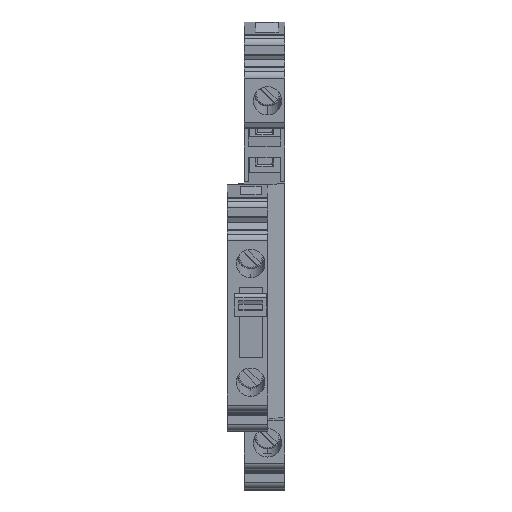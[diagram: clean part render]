
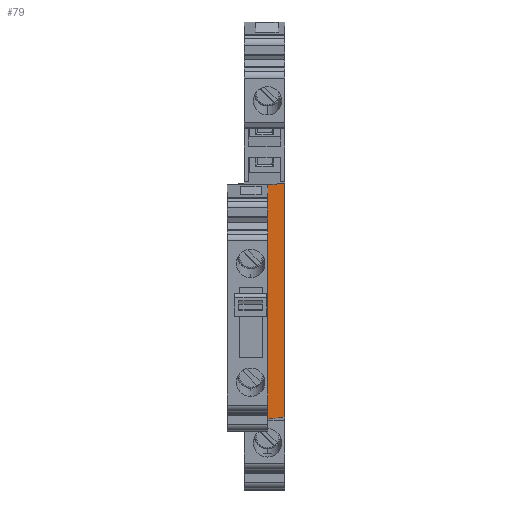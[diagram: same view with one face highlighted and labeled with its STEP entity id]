
A CAD part, top view. The second image highlights one B-rep face of the part: STEP entity #79.
In plain terms, the highlighted planar face has unit normal (0.707, -0.086, 0.702).
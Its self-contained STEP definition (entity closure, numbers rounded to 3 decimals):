
#79=ADVANCED_FACE('',(#431),#432,.T.);
#431=FACE_OUTER_BOUND('',#1078,.T.);
#432=PLANE('',#1079);
#1078=EDGE_LOOP('',(#2083,#2084,#2085,#2086));
#1079=AXIS2_PLACEMENT_3D('',#2087,#2088,#2089);
#2083=ORIENTED_EDGE('',*,*,#4631,.F.);
#2084=ORIENTED_EDGE('',*,*,#4630,.F.);
#2085=ORIENTED_EDGE('',*,*,#4632,.F.);
#2086=ORIENTED_EDGE('',*,*,#4633,.T.);
#2087=CARTESIAN_POINT('',(0.496,48.499,8.711));
#2088=DIRECTION('',(0.707,-0.086,0.702));
#2089=DIRECTION('',(0.,0.993,0.122));
#4630=EDGE_CURVE('',#5763,#5693,#5765,.T.);
#4631=EDGE_CURVE('',#5693,#5766,#5767,.T.);
#4632=EDGE_CURVE('',#5768,#5763,#5769,.T.);
#4633=EDGE_CURVE('',#5768,#5766,#5770,.T.);
#5693=VERTEX_POINT('',#7336);
#5763=VERTEX_POINT('',#7426);
#5765=LINE('',#7429,#7430);
#5766=VERTEX_POINT('',#7431);
#5767=LINE('',#7432,#7433);
#5768=VERTEX_POINT('',#7434);
#5769=LINE('',#7435,#7436);
#5770=LINE('',#7437,#7438);
#7336=CARTESIAN_POINT('',(0.35,48.431,8.85));
#7426=CARTESIAN_POINT('',(0.35,12.749,4.469));
#7429=CARTESIAN_POINT('',(0.35,12.749,4.469));
#7430=VECTOR('',#9475,35.95);
#7431=CARTESIAN_POINT('',(2.925,48.745,6.295));
#7432=CARTESIAN_POINT('',(0.35,48.431,8.85));
#7433=VECTOR('',#9476,3.642);
#7434=CARTESIAN_POINT('',(2.925,13.063,1.913));
#7435=CARTESIAN_POINT('',(2.925,13.063,1.913));
#7436=VECTOR('',#9477,3.642);
#7437=CARTESIAN_POINT('',(2.925,13.063,1.913));
#7438=VECTOR('',#9478,35.95);
#9475=DIRECTION('',(0.,0.993,0.122));
#9476=DIRECTION('',(0.707,0.086,-0.702));
#9477=DIRECTION('',(-0.707,-0.086,0.702));
#9478=DIRECTION('',(0.,0.993,0.122));
